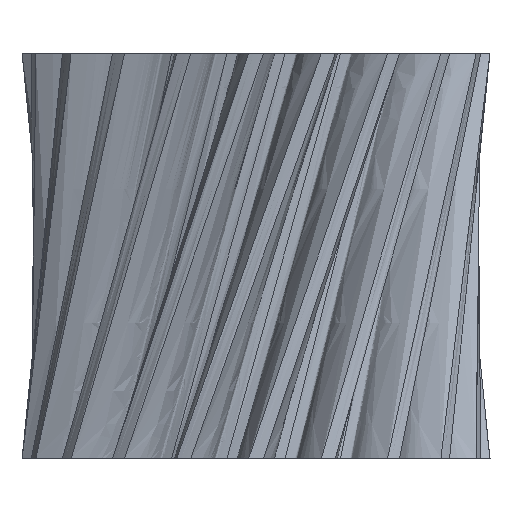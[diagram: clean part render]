
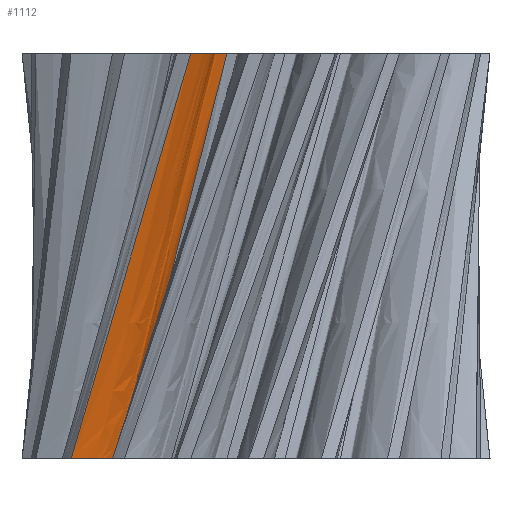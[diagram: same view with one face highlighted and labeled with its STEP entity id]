
A CAD part, front view. The second image highlights one B-rep face of the part: STEP entity #1112.
In plain terms, the highlighted free-form (B-spline) face has degree [3, 3] with [16, 4] control points.
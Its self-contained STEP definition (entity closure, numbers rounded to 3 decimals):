
#68=FACE_OUTER_BOUND('',#130,.T.);
#130=EDGE_LOOP('',(#725,#726,#727,#728));
#194=LINE('',#2150,#254);
#195=LINE('',#2234,#255);
#254=VECTOR('',#1248,10.);
#255=VECTOR('',#1251,10.);
#315=B_SPLINE_CURVE_WITH_KNOTS('',3,(#2217,#2218,#2219,#2220,#2221,#2222,
#2223,#2224,#2225,#2226,#2227,#2228,#2229,#2230,#2231,#2232),
 .UNSPECIFIED.,.F.,.F.,(4,1,1,1,1,2,2,1,1,2,4),(0.,0.293,0.439,
0.512,0.549,0.585,0.781,
0.795,0.809,0.837,1.),.UNSPECIFIED.);
#316=B_SPLINE_CURVE_WITH_KNOTS('',3,(#2235,#2236,#2237,#2238,#2239,#2240,
#2241,#2242,#2243,#2244,#2245,#2246,#2247,#2248,#2249,#2250),
 .UNSPECIFIED.,.F.,.F.,(4,1,1,1,1,2,2,1,1,2,4),(0.,0.293,0.439,
0.512,0.549,0.585,0.781,
0.795,0.809,0.837,1.),.UNSPECIFIED.);
#407=VERTEX_POINT('',#2147);
#408=VERTEX_POINT('',#2149);
#409=VERTEX_POINT('',#2216);
#410=VERTEX_POINT('',#2233);
#535=EDGE_CURVE('',#407,#408,#194,.T.);
#537=EDGE_CURVE('',#407,#409,#315,.T.);
#538=EDGE_CURVE('',#409,#410,#195,.T.);
#539=EDGE_CURVE('',#408,#410,#316,.T.);
#725=ORIENTED_EDGE('',*,*,#537,.T.);
#726=ORIENTED_EDGE('',*,*,#538,.T.);
#727=ORIENTED_EDGE('',*,*,#539,.F.);
#728=ORIENTED_EDGE('',*,*,#535,.F.);
#1052=B_SPLINE_SURFACE_WITH_KNOTS('',3,3,((#2152,#2153,#2154,#2155),(#2156,
#2157,#2158,#2159),(#2160,#2161,#2162,#2163),(#2164,#2165,#2166,#2167),
(#2168,#2169,#2170,#2171),(#2172,#2173,#2174,#2175),(#2176,#2177,#2178,
#2179),(#2180,#2181,#2182,#2183),(#2184,#2185,#2186,#2187),(#2188,#2189,
#2190,#2191),(#2192,#2193,#2194,#2195),(#2196,#2197,#2198,#2199),(#2200,
#2201,#2202,#2203),(#2204,#2205,#2206,#2207),(#2208,#2209,#2210,#2211),
(#2212,#2213,#2214,#2215)),.UNSPECIFIED.,.F.,.F.,.F.,(4,1,1,1,1,2,2,1,1,
2,4),(4,4),(0.,0.293,0.439,0.512,0.549,
0.585,0.781,0.795,0.809,0.837,
1.),(0.,1.),.UNSPECIFIED.);
#1112=ADVANCED_FACE('',(#68),#1052,.T.);
#1248=DIRECTION('',(0.279,-0.189,0.942));
#1251=DIRECTION('',(0.244,-0.124,0.962));
#2147=CARTESIAN_POINT('',(-8.691,-6.743,1.));
#2149=CARTESIAN_POINT('',(-3.067,-10.564,20.));
#2150=CARTESIAN_POINT('',(-3.067,-10.564,20.));
#2152=CARTESIAN_POINT('Ctrl Pts',(-8.691,-6.743,1.));
#2153=CARTESIAN_POINT('Ctrl Pts',(-6.816,-8.017,7.333));
#2154=CARTESIAN_POINT('Ctrl Pts',(-4.942,-9.29,13.667));
#2155=CARTESIAN_POINT('Ctrl Pts',(-3.067,-10.564,20.));
#2156=CARTESIAN_POINT('Ctrl Pts',(-8.385,-6.709,1.));
#2157=CARTESIAN_POINT('Ctrl Pts',(-6.537,-7.924,7.333));
#2158=CARTESIAN_POINT('Ctrl Pts',(-4.689,-9.14,13.667));
#2159=CARTESIAN_POINT('Ctrl Pts',(-2.84,-10.356,20.));
#2160=CARTESIAN_POINT('Ctrl Pts',(-7.943,-6.622,1.));
#2161=CARTESIAN_POINT('Ctrl Pts',(-6.157,-7.765,7.333));
#2162=CARTESIAN_POINT('Ctrl Pts',(-4.32,-8.882,13.667));
#2163=CARTESIAN_POINT('Ctrl Pts',(-2.534,-10.026,20.));
#2164=CARTESIAN_POINT('Ctrl Pts',(-7.473,-6.449,1.));
#2165=CARTESIAN_POINT('Ctrl Pts',(-5.764,-7.52,7.333));
#2166=CARTESIAN_POINT('Ctrl Pts',(-3.964,-8.539,13.667));
#2167=CARTESIAN_POINT('Ctrl Pts',(-2.255,-9.61,20.));
#2168=CARTESIAN_POINT('Ctrl Pts',(-7.254,-6.34,1.));
#2169=CARTESIAN_POINT('Ctrl Pts',(-5.581,-7.376,7.333));
#2170=CARTESIAN_POINT('Ctrl Pts',(-3.816,-8.357,13.667));
#2171=CARTESIAN_POINT('Ctrl Pts',(-2.142,-9.393,20.));
#2172=CARTESIAN_POINT('Ctrl Pts',(-7.136,-6.269,1.));
#2173=CARTESIAN_POINT('Ctrl Pts',(-5.481,-7.286,7.333));
#2174=CARTESIAN_POINT('Ctrl Pts',(-3.744,-8.25,13.667));
#2175=CARTESIAN_POINT('Ctrl Pts',(-2.089,-9.266,20.));
#2176=CARTESIAN_POINT('Ctrl Pts',(-7.079,-6.231,1.));
#2177=CARTESIAN_POINT('Ctrl Pts',(-5.433,-7.238,7.333));
#2178=CARTESIAN_POINT('Ctrl Pts',(-3.711,-8.196,13.667));
#2179=CARTESIAN_POINT('Ctrl Pts',(-2.065,-9.202,20.));
#2180=CARTESIAN_POINT('Ctrl Pts',(-6.916,-6.088,1.));
#2181=CARTESIAN_POINT('Ctrl Pts',(-5.297,-7.063,7.333));
#2182=CARTESIAN_POINT('Ctrl Pts',(-3.637,-8.015,13.667));
#2183=CARTESIAN_POINT('Ctrl Pts',(-2.017,-8.991,20.));
#2184=CARTESIAN_POINT('Ctrl Pts',(-6.779,-5.968,1.));
#2185=CARTESIAN_POINT('Ctrl Pts',(-5.177,-6.916,7.333));
#2186=CARTESIAN_POINT('Ctrl Pts',(-3.579,-7.864,13.667));
#2187=CARTESIAN_POINT('Ctrl Pts',(-1.977,-8.812,20.));
#2188=CARTESIAN_POINT('Ctrl Pts',(-6.632,-5.838,1.));
#2189=CARTESIAN_POINT('Ctrl Pts',(-5.038,-6.757,7.333));
#2190=CARTESIAN_POINT('Ctrl Pts',(-3.527,-7.703,13.667));
#2191=CARTESIAN_POINT('Ctrl Pts',(-1.934,-8.621,20.));
#2192=CARTESIAN_POINT('Ctrl Pts',(-6.609,-5.825,1.));
#2193=CARTESIAN_POINT('Ctrl Pts',(-5.017,-6.74,7.333));
#2194=CARTESIAN_POINT('Ctrl Pts',(-3.515,-7.683,13.667));
#2195=CARTESIAN_POINT('Ctrl Pts',(-1.923,-8.597,20.));
#2196=CARTESIAN_POINT('Ctrl Pts',(-6.556,-5.818,1.));
#2197=CARTESIAN_POINT('Ctrl Pts',(-4.966,-6.724,7.333));
#2198=CARTESIAN_POINT('Ctrl Pts',(-3.475,-7.654,13.667));
#2199=CARTESIAN_POINT('Ctrl Pts',(-1.885,-8.56,20.));
#2200=CARTESIAN_POINT('Ctrl Pts',(-6.519,-5.836,1.));
#2201=CARTESIAN_POINT('Ctrl Pts',(-4.929,-6.736,7.333));
#2202=CARTESIAN_POINT('Ctrl Pts',(-3.433,-7.652,13.667));
#2203=CARTESIAN_POINT('Ctrl Pts',(-1.843,-8.553,20.));
#2204=CARTESIAN_POINT('Ctrl Pts',(-6.399,-5.968,1.));
#2205=CARTESIAN_POINT('Ctrl Pts',(-4.812,-6.84,7.333));
#2206=CARTESIAN_POINT('Ctrl Pts',(-3.256,-7.718,13.667));
#2207=CARTESIAN_POINT('Ctrl Pts',(-1.669,-8.59,20.));
#2208=CARTESIAN_POINT('Ctrl Pts',(-6.294,-6.079,1.));
#2209=CARTESIAN_POINT('Ctrl Pts',(-4.703,-6.925,7.333));
#2210=CARTESIAN_POINT('Ctrl Pts',(-3.111,-7.771,13.667));
#2211=CARTESIAN_POINT('Ctrl Pts',(-1.519,-8.618,20.));
#2212=CARTESIAN_POINT('Ctrl Pts',(-6.187,-6.187,1.));
#2213=CARTESIAN_POINT('Ctrl Pts',(-4.581,-7.005,7.333));
#2214=CARTESIAN_POINT('Ctrl Pts',(-2.975,-7.823,13.667));
#2215=CARTESIAN_POINT('Ctrl Pts',(-1.369,-8.641,20.));
#2216=CARTESIAN_POINT('',(-6.187,-6.187,1.));
#2217=CARTESIAN_POINT('Ctrl Pts',(-8.691,-6.743,1.));
#2218=CARTESIAN_POINT('Ctrl Pts',(-8.385,-6.709,1.));
#2219=CARTESIAN_POINT('Ctrl Pts',(-7.943,-6.622,1.));
#2220=CARTESIAN_POINT('Ctrl Pts',(-7.473,-6.449,1.));
#2221=CARTESIAN_POINT('Ctrl Pts',(-7.254,-6.34,1.));
#2222=CARTESIAN_POINT('Ctrl Pts',(-7.136,-6.269,1.));
#2223=CARTESIAN_POINT('Ctrl Pts',(-7.079,-6.231,1.));
#2224=CARTESIAN_POINT('Ctrl Pts',(-6.916,-6.088,1.));
#2225=CARTESIAN_POINT('Ctrl Pts',(-6.779,-5.968,1.));
#2226=CARTESIAN_POINT('Ctrl Pts',(-6.632,-5.838,1.));
#2227=CARTESIAN_POINT('Ctrl Pts',(-6.609,-5.825,1.));
#2228=CARTESIAN_POINT('Ctrl Pts',(-6.556,-5.818,1.));
#2229=CARTESIAN_POINT('Ctrl Pts',(-6.519,-5.836,1.));
#2230=CARTESIAN_POINT('Ctrl Pts',(-6.399,-5.968,1.));
#2231=CARTESIAN_POINT('Ctrl Pts',(-6.294,-6.079,1.));
#2232=CARTESIAN_POINT('Ctrl Pts',(-6.187,-6.187,1.));
#2233=CARTESIAN_POINT('',(-1.369,-8.641,20.));
#2234=CARTESIAN_POINT('',(-6.187,-6.187,1.));
#2235=CARTESIAN_POINT('Ctrl Pts',(-3.067,-10.564,20.));
#2236=CARTESIAN_POINT('Ctrl Pts',(-2.84,-10.356,20.));
#2237=CARTESIAN_POINT('Ctrl Pts',(-2.534,-10.026,20.));
#2238=CARTESIAN_POINT('Ctrl Pts',(-2.255,-9.61,20.));
#2239=CARTESIAN_POINT('Ctrl Pts',(-2.142,-9.393,20.));
#2240=CARTESIAN_POINT('Ctrl Pts',(-2.089,-9.266,20.));
#2241=CARTESIAN_POINT('Ctrl Pts',(-2.065,-9.202,20.));
#2242=CARTESIAN_POINT('Ctrl Pts',(-2.017,-8.991,20.));
#2243=CARTESIAN_POINT('Ctrl Pts',(-1.977,-8.812,20.));
#2244=CARTESIAN_POINT('Ctrl Pts',(-1.934,-8.621,20.));
#2245=CARTESIAN_POINT('Ctrl Pts',(-1.923,-8.597,20.));
#2246=CARTESIAN_POINT('Ctrl Pts',(-1.885,-8.56,20.));
#2247=CARTESIAN_POINT('Ctrl Pts',(-1.843,-8.553,20.));
#2248=CARTESIAN_POINT('Ctrl Pts',(-1.669,-8.59,20.));
#2249=CARTESIAN_POINT('Ctrl Pts',(-1.519,-8.618,20.));
#2250=CARTESIAN_POINT('Ctrl Pts',(-1.369,-8.641,20.));
